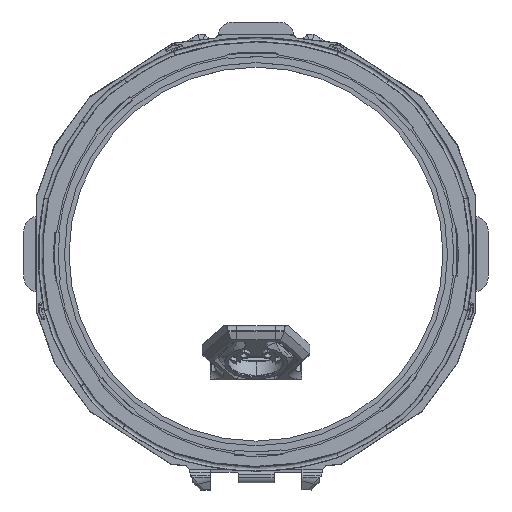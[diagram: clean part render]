
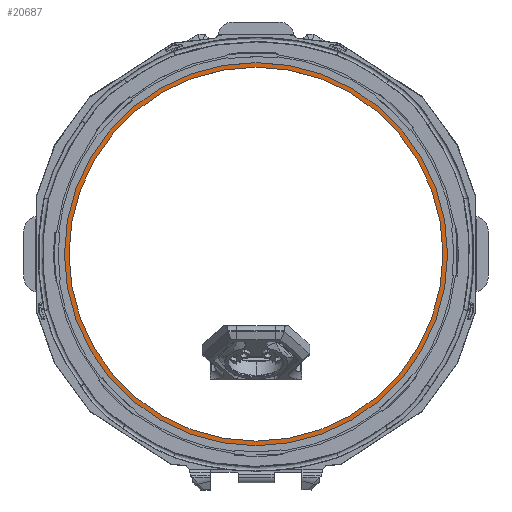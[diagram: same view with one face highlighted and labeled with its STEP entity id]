
A CAD part, top view. The second image highlights one B-rep face of the part: STEP entity #20687.
In plain terms, the highlighted face is planar.
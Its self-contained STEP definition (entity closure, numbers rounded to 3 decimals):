
#1146=FACE_BOUND('',#3378,.T.);
#2200=FACE_OUTER_BOUND('',#3377,.T.);
#3377=EDGE_LOOP('',(#18607));
#3378=EDGE_LOOP('',(#18608));
#4082=CIRCLE('',#22585,122.725);
#4105=CIRCLE('',#22627,125.725);
#9656=VERTEX_POINT('',#41822);
#9697=VERTEX_POINT('',#41938);
#12664=EDGE_CURVE('',#9656,#9656,#4082,.T.);
#12720=EDGE_CURVE('',#9697,#9697,#4105,.T.);
#18607=ORIENTED_EDGE('',*,*,#12720,.F.);
#18608=ORIENTED_EDGE('',*,*,#12664,.F.);
#19597=PLANE('',#22626);
#20687=ADVANCED_FACE('',(#2200,#1146),#19597,.T.);
#22585=AXIS2_PLACEMENT_3D('',#41823,#27862,#27863);
#22626=AXIS2_PLACEMENT_3D('',#41937,#27977,#27978);
#22627=AXIS2_PLACEMENT_3D('',#41939,#27979,#27980);
#27862=DIRECTION('center_axis',(0.,-0.966,
-0.259));
#27863=DIRECTION('ref_axis',(1.,0.,0.));
#27977=DIRECTION('center_axis',(0.,-0.966,
-0.259));
#27978=DIRECTION('ref_axis',(1.,0.,0.));
#27979=DIRECTION('center_axis',(0.,0.966,
0.259));
#27980=DIRECTION('ref_axis',(1.,0.,0.));
#41822=CARTESIAN_POINT('',(-122.725,-181.89,89.369));
#41823=CARTESIAN_POINT('Origin',(0.,-181.89,
89.369));
#41937=CARTESIAN_POINT('Origin',(0.,-181.89,
89.369));
#41938=CARTESIAN_POINT('',(-125.725,-181.89,89.369));
#41939=CARTESIAN_POINT('Origin',(0.,-181.89,
89.369));
